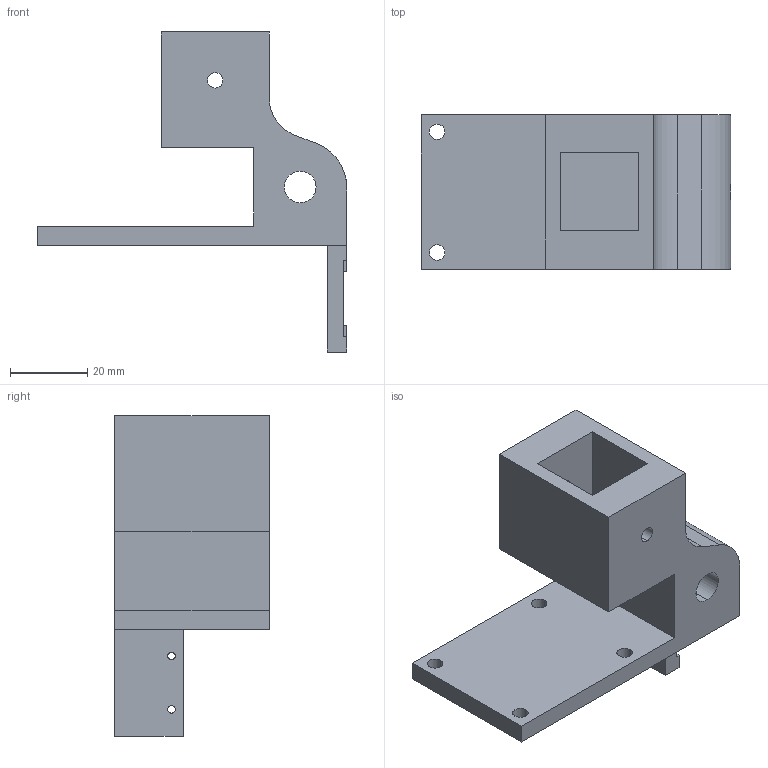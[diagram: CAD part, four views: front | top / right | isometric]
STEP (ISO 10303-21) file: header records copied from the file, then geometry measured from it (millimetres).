
FILE_DESCRIPTION (( 'STEP AP214' ), '1' );
FILE_NAME ('mount_3_1.STEP', '2025-01-12T00:01:44', ( '' ), ( '' ), 'SwSTEP 2.0', 'SolidWorks 2024', '' );
FILE_SCHEMA (( 'AUTOMOTIVE_DESIGN' ));
Length unit declared in the file: millimetre
Products named in the file (1): mount_3_1
Bounding box: 80 x 40 x 82.8 mm (x, y, z)
Volume: 59363 mm3; surface area: 20578.4 mm2
Topology: 1 solids, 1 shells, 52 faces, 148 edges, 98 vertices
Faces by surface type: plane 30, cylinder 22
Entity records: 1841 total; most frequent: CARTESIAN_POINT 387, ORIENTED_EDGE 296, DIRECTION 292, EDGE_CURVE 148, VECTOR 102, LINE 102, VERTEX_POINT 98, AXIS2_PLACEMENT_3D 95
